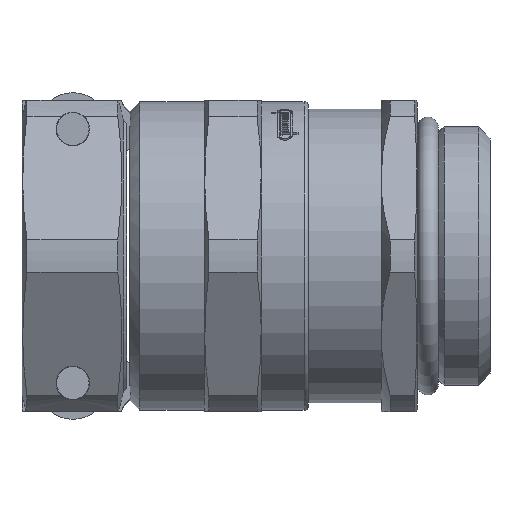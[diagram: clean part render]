
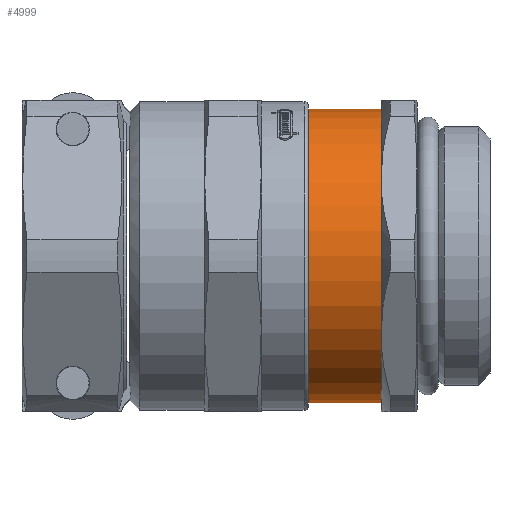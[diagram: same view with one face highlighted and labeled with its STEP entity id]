
A CAD part, front view. The second image highlights one B-rep face of the part: STEP entity #4999.
In plain terms, the highlighted cylindrical face has radius 14.15 mm (diameter 28.3 mm), a full revolution.
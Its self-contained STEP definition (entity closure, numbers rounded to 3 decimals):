
#1058=FACE_BOUND('',#1453,.T.);
#1140=FACE_OUTER_BOUND('',#1452,.T.);
#1452=EDGE_LOOP('',(#3417));
#1453=EDGE_LOOP('',(#3418));
#1832=CIRCLE('',#5359,14.15);
#1834=CIRCLE('',#5362,14.15);
#2131=VERTEX_POINT('',#7577);
#2133=VERTEX_POINT('',#7582);
#2655=EDGE_CURVE('',#2131,#2131,#1832,.T.);
#2657=EDGE_CURVE('',#2133,#2133,#1834,.T.);
#3417=ORIENTED_EDGE('',*,*,#2657,.F.);
#3418=ORIENTED_EDGE('',*,*,#2655,.T.);
#4916=CYLINDRICAL_SURFACE('',#5361,14.15);
#4999=ADVANCED_FACE('',(#1140,#1058),#4916,.T.);
#5359=AXIS2_PLACEMENT_3D('',#7578,#6006,#6007);
#5361=AXIS2_PLACEMENT_3D('',#7581,#6010,#6011);
#5362=AXIS2_PLACEMENT_3D('',#7583,#6012,#6013);
#6006=DIRECTION('center_axis',(1.,0.,0.));
#6007=DIRECTION('ref_axis',(0.,0.,-1.));
#6010=DIRECTION('center_axis',(1.,0.,0.));
#6011=DIRECTION('ref_axis',(0.,1.,0.));
#6012=DIRECTION('center_axis',(1.,0.,0.));
#6013=DIRECTION('ref_axis',(0.,1.,0.));
#7577=CARTESIAN_POINT('',(-19.061,14.15,0.));
#7578=CARTESIAN_POINT('Origin',(-19.061,0.,0.));
#7581=CARTESIAN_POINT('Origin',(-14.781,0.,0.));
#7582=CARTESIAN_POINT('',(-10.5,14.15,0.));
#7583=CARTESIAN_POINT('Origin',(-10.5,0.,0.));
